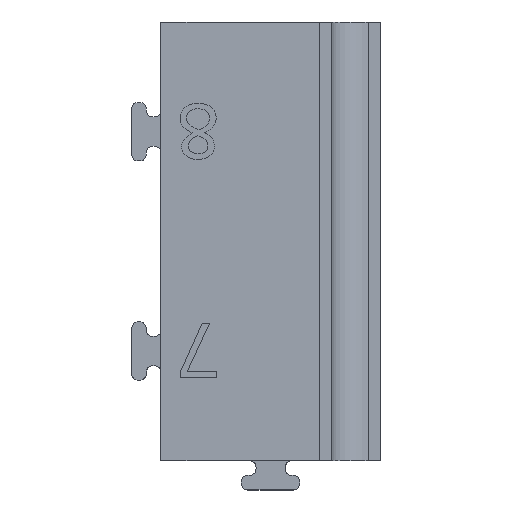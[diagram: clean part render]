
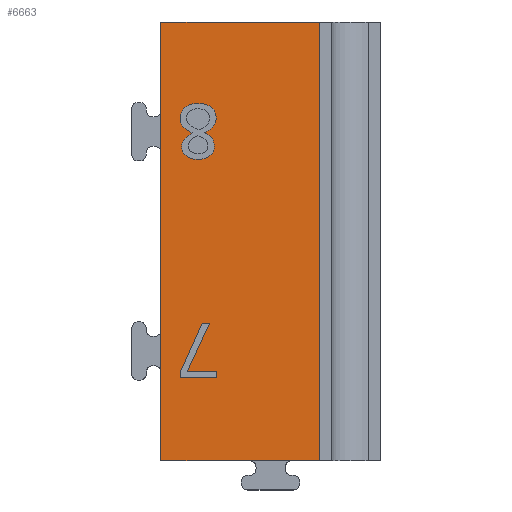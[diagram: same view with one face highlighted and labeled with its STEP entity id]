
A CAD part, top view. The second image highlights one B-rep face of the part: STEP entity #6663.
In plain terms, the highlighted planar face has unit normal (0, 0, 1).
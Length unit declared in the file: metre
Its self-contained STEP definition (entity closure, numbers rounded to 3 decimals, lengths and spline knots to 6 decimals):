
#93=PLANE('',#7026);
#284=CIRCLE('',#7027,0.00321);
#576=LINE('',#9775,#1243);
#577=LINE('',#9778,#1244);
#578=LINE('',#9780,#1245);
#579=LINE('',#9782,#1246);
#580=LINE('',#9841,#1247);
#581=LINE('',#9844,#1248);
#582=LINE('',#9846,#1249);
#583=LINE('',#9848,#1250);
#584=LINE('',#9850,#1251);
#585=LINE('',#9852,#1252);
#586=LINE('',#9854,#1253);
#1243=VECTOR('',#7611,1.);
#1244=VECTOR('',#7612,1.);
#1245=VECTOR('',#7613,1.);
#1246=VECTOR('',#7614,1.);
#1247=VECTOR('',#7617,1.);
#1248=VECTOR('',#7618,1.);
#1249=VECTOR('',#7619,1.);
#1250=VECTOR('',#7620,1.);
#1251=VECTOR('',#7621,1.);
#1252=VECTOR('',#7622,1.);
#1253=VECTOR('',#7623,1.);
#2091=ORIENTED_EDGE('',*,*,#4044,.F.);
#2092=ORIENTED_EDGE('',*,*,#4045,.T.);
#2093=ORIENTED_EDGE('',*,*,#4046,.F.);
#2094=ORIENTED_EDGE('',*,*,#4047,.T.);
#2095=ORIENTED_EDGE('',*,*,#4048,.T.);
#2096=ORIENTED_EDGE('',*,*,#4049,.T.);
#2097=ORIENTED_EDGE('',*,*,#4050,.T.);
#2098=ORIENTED_EDGE('',*,*,#4051,.T.);
#2099=ORIENTED_EDGE('',*,*,#4052,.T.);
#2100=ORIENTED_EDGE('',*,*,#4053,.T.);
#2101=ORIENTED_EDGE('',*,*,#4054,.T.);
#2102=ORIENTED_EDGE('',*,*,#4055,.T.);
#2103=ORIENTED_EDGE('',*,*,#4056,.T.);
#2104=ORIENTED_EDGE('',*,*,#4057,.T.);
#2105=ORIENTED_EDGE('',*,*,#4058,.T.);
#2106=ORIENTED_EDGE('',*,*,#4059,.T.);
#2107=ORIENTED_EDGE('',*,*,#4060,.T.);
#2108=ORIENTED_EDGE('',*,*,#4061,.T.);
#2109=ORIENTED_EDGE('',*,*,#4062,.T.);
#2110=ORIENTED_EDGE('',*,*,#4063,.T.);
#2111=ORIENTED_EDGE('',*,*,#4064,.T.);
#2112=ORIENTED_EDGE('',*,*,#4065,.T.);
#2113=ORIENTED_EDGE('',*,*,#4066,.T.);
#2114=ORIENTED_EDGE('',*,*,#4067,.T.);
#2115=ORIENTED_EDGE('',*,*,#4068,.T.);
#2116=ORIENTED_EDGE('',*,*,#4069,.T.);
#4044=EDGE_CURVE('',#5040,#5041,#576,.F.);
#4045=EDGE_CURVE('',#5040,#5042,#577,.T.);
#4046=EDGE_CURVE('',#5043,#5042,#578,.F.);
#4047=EDGE_CURVE('',#5043,#5041,#579,.T.);
#4048=EDGE_CURVE('',#5044,#5045,#5698,.T.);
#4049=EDGE_CURVE('',#5045,#5046,#5699,.T.);
#4050=EDGE_CURVE('',#5046,#5047,#5700,.T.);
#4051=EDGE_CURVE('',#5047,#5048,#284,.F.);
#4052=EDGE_CURVE('',#5048,#5049,#5701,.T.);
#4053=EDGE_CURVE('',#5049,#5050,#5702,.T.);
#4054=EDGE_CURVE('',#5050,#5051,#5703,.T.);
#4055=EDGE_CURVE('',#5051,#5052,#5704,.T.);
#4056=EDGE_CURVE('',#5052,#5053,#5705,.T.);
#4057=EDGE_CURVE('',#5053,#5054,#5706,.T.);
#4058=EDGE_CURVE('',#5054,#5055,#5707,.T.);
#4059=EDGE_CURVE('',#5055,#5056,#5708,.T.);
#4060=EDGE_CURVE('',#5056,#5057,#5709,.T.);
#4061=EDGE_CURVE('',#5057,#5058,#5710,.T.);
#4062=EDGE_CURVE('',#5058,#5044,#5711,.T.);
#4063=EDGE_CURVE('',#5059,#5060,#580,.T.);
#4064=EDGE_CURVE('',#5060,#5061,#581,.T.);
#4065=EDGE_CURVE('',#5061,#5062,#582,.T.);
#4066=EDGE_CURVE('',#5062,#5063,#583,.T.);
#4067=EDGE_CURVE('',#5063,#5064,#584,.T.);
#4068=EDGE_CURVE('',#5064,#5065,#585,.T.);
#4069=EDGE_CURVE('',#5065,#5059,#586,.T.);
#5040=VERTEX_POINT('',#9776);
#5041=VERTEX_POINT('',#9777);
#5042=VERTEX_POINT('',#9779);
#5043=VERTEX_POINT('',#9781);
#5044=VERTEX_POINT('',#9786);
#5045=VERTEX_POINT('',#9787);
#5046=VERTEX_POINT('',#9791);
#5047=VERTEX_POINT('',#9795);
#5048=VERTEX_POINT('',#9797);
#5049=VERTEX_POINT('',#9801);
#5050=VERTEX_POINT('',#9805);
#5051=VERTEX_POINT('',#9809);
#5052=VERTEX_POINT('',#9813);
#5053=VERTEX_POINT('',#9817);
#5054=VERTEX_POINT('',#9821);
#5055=VERTEX_POINT('',#9825);
#5056=VERTEX_POINT('',#9829);
#5057=VERTEX_POINT('',#9833);
#5058=VERTEX_POINT('',#9837);
#5059=VERTEX_POINT('',#9842);
#5060=VERTEX_POINT('',#9843);
#5061=VERTEX_POINT('',#9845);
#5062=VERTEX_POINT('',#9847);
#5063=VERTEX_POINT('',#9849);
#5064=VERTEX_POINT('',#9851);
#5065=VERTEX_POINT('',#9853);
#5698=B_SPLINE_CURVE_WITH_KNOTS('',2,(#9783,#9784,#9785),.UNSPECIFIED.,
 .F.,.F.,(3,3),(0.,1.),.PIECEWISE_BEZIER_KNOTS.);
#5699=B_SPLINE_CURVE_WITH_KNOTS('',2,(#9788,#9789,#9790),.UNSPECIFIED.,
 .F.,.F.,(3,3),(0.,1.),.PIECEWISE_BEZIER_KNOTS.);
#5700=B_SPLINE_CURVE_WITH_KNOTS('',2,(#9792,#9793,#9794),.UNSPECIFIED.,
 .F.,.F.,(3,3),(0.,1.),.PIECEWISE_BEZIER_KNOTS.);
#5701=B_SPLINE_CURVE_WITH_KNOTS('',2,(#9798,#9799,#9800),.UNSPECIFIED.,
 .F.,.F.,(3,3),(0.,1.),.PIECEWISE_BEZIER_KNOTS.);
#5702=B_SPLINE_CURVE_WITH_KNOTS('',2,(#9802,#9803,#9804),.UNSPECIFIED.,
 .F.,.F.,(3,3),(0.,1.),.PIECEWISE_BEZIER_KNOTS.);
#5703=B_SPLINE_CURVE_WITH_KNOTS('',2,(#9806,#9807,#9808),.UNSPECIFIED.,
 .F.,.F.,(3,3),(0.,1.),.PIECEWISE_BEZIER_KNOTS.);
#5704=B_SPLINE_CURVE_WITH_KNOTS('',2,(#9810,#9811,#9812),.UNSPECIFIED.,
 .F.,.F.,(3,3),(0.,1.),.PIECEWISE_BEZIER_KNOTS.);
#5705=B_SPLINE_CURVE_WITH_KNOTS('',2,(#9814,#9815,#9816),.UNSPECIFIED.,
 .F.,.F.,(3,3),(0.,1.),.PIECEWISE_BEZIER_KNOTS.);
#5706=B_SPLINE_CURVE_WITH_KNOTS('',2,(#9818,#9819,#9820),.UNSPECIFIED.,
 .F.,.F.,(3,3),(0.,1.),.PIECEWISE_BEZIER_KNOTS.);
#5707=B_SPLINE_CURVE_WITH_KNOTS('',2,(#9822,#9823,#9824),.UNSPECIFIED.,
 .F.,.F.,(3,3),(0.,1.),.PIECEWISE_BEZIER_KNOTS.);
#5708=B_SPLINE_CURVE_WITH_KNOTS('',2,(#9826,#9827,#9828),.UNSPECIFIED.,
 .F.,.F.,(3,3),(0.,1.),.PIECEWISE_BEZIER_KNOTS.);
#5709=B_SPLINE_CURVE_WITH_KNOTS('',2,(#9830,#9831,#9832),.UNSPECIFIED.,
 .F.,.F.,(3,3),(0.,1.),.PIECEWISE_BEZIER_KNOTS.);
#5710=B_SPLINE_CURVE_WITH_KNOTS('',2,(#9834,#9835,#9836),.UNSPECIFIED.,
 .F.,.F.,(3,3),(0.,1.),.PIECEWISE_BEZIER_KNOTS.);
#5711=B_SPLINE_CURVE_WITH_KNOTS('',2,(#9838,#9839,#9840),.UNSPECIFIED.,
 .F.,.F.,(3,3),(0.,1.),.PIECEWISE_BEZIER_KNOTS.);
#5837=EDGE_LOOP('',(#2091,#2092,#2093,#2094));
#5838=EDGE_LOOP('',(#2095,#2096,#2097,#2098,#2099,#2100,#2101,#2102,#2103,
#2104,#2105,#2106,#2107,#2108,#2109));
#5839=EDGE_LOOP('',(#2110,#2111,#2112,#2113,#2114,#2115,#2116));
#6222=FACE_BOUND('',#5837,.T.);
#6223=FACE_BOUND('',#5838,.T.);
#6224=FACE_BOUND('',#5839,.T.);
#6663=ADVANCED_FACE('',(#6222,#6223,#6224),#93,.T.);
#7026=AXIS2_PLACEMENT_3D('',#9774,#7609,#7610);
#7027=AXIS2_PLACEMENT_3D('',#9796,#7615,#7616);
#7609=DIRECTION('',(0.,0.,1.));
#7610=DIRECTION('',(-1.,0.,0.));
#7611=DIRECTION('',(1.,0.,0.));
#7612=DIRECTION('',(0.,1.,0.));
#7613=DIRECTION('',(-1.,0.,0.));
#7614=DIRECTION('',(0.,-1.,0.));
#7615=DIRECTION('',(0.,0.,1.));
#7616=DIRECTION('',(1.,0.,0.));
#7617=DIRECTION('',(1.,0.,0.));
#7618=DIRECTION('',(-0.42,-0.908,0.));
#7619=DIRECTION('',(1.,0.,0.));
#7620=DIRECTION('',(0.,-1.,0.));
#7621=DIRECTION('',(-1.,0.,0.));
#7622=DIRECTION('',(0.,1.,0.));
#7623=DIRECTION('',(0.41,0.912,0.));
#9774=CARTESIAN_POINT('',(1.676,1.496,0.38));
#9775=CARTESIAN_POINT('',(1.397889,1.410025,0.38));
#9776=CARTESIAN_POINT('',(1.633333,1.410025,0.38));
#9777=CARTESIAN_POINT('',(1.59,1.410025,0.38));
#9778=CARTESIAN_POINT('',(1.633333,-8.994238,0.38));
#9779=CARTESIAN_POINT('',(1.633333,1.529975,0.38));
#9780=CARTESIAN_POINT('',(1.662111,1.529975,0.38));
#9781=CARTESIAN_POINT('',(1.59,1.529975,0.38));
#9782=CARTESIAN_POINT('',(1.59,1.457889,0.38));
#9783=CARTESIAN_POINT('',(1.603403,1.493376,0.38));
#9784=CARTESIAN_POINT('',(1.602188,1.492415,0.38));
#9785=CARTESIAN_POINT('',(1.600173,1.492415,0.38));
#9786=CARTESIAN_POINT('',(1.603403,1.493376,0.38));
#9787=CARTESIAN_POINT('',(1.600173,1.492415,0.38));
#9788=CARTESIAN_POINT('',(1.600173,1.492415,0.38));
#9789=CARTESIAN_POINT('',(1.598138,1.492415,0.38));
#9790=CARTESIAN_POINT('',(1.596927,1.493361,0.38));
#9791=CARTESIAN_POINT('',(1.596927,1.493361,0.38));
#9792=CARTESIAN_POINT('',(1.596927,1.493361,0.38));
#9793=CARTESIAN_POINT('',(1.595716,1.494307,0.38));
#9794=CARTESIAN_POINT('',(1.595716,1.495973,0.38));
#9795=CARTESIAN_POINT('',(1.595716,1.495973,0.38));
#9796=CARTESIAN_POINT('',(1.598927,1.496007,0.38));
#9797=CARTESIAN_POINT('',(1.596393,1.497979,0.38));
#9798=CARTESIAN_POINT('',(1.596393,1.497979,0.38));
#9799=CARTESIAN_POINT('',(1.59707,1.498864,0.38));
#9800=CARTESIAN_POINT('',(1.598555,1.499626,0.38));
#9801=CARTESIAN_POINT('',(1.598555,1.499626,0.38));
#9802=CARTESIAN_POINT('',(1.598555,1.499626,0.38));
#9803=CARTESIAN_POINT('',(1.596755,1.500501,0.38));
#9804=CARTESIAN_POINT('',(1.595996,1.501452,0.38));
#9805=CARTESIAN_POINT('',(1.595996,1.501452,0.38));
#9806=CARTESIAN_POINT('',(1.595996,1.501452,0.38));
#9807=CARTESIAN_POINT('',(1.595238,1.502402,0.38));
#9808=CARTESIAN_POINT('',(1.595238,1.503646,0.38));
#9809=CARTESIAN_POINT('',(1.595238,1.503646,0.38));
#9810=CARTESIAN_POINT('',(1.595238,1.503646,0.38));
#9811=CARTESIAN_POINT('',(1.595238,1.505495,0.38));
#9812=CARTESIAN_POINT('',(1.596551,1.5066,0.38));
#9813=CARTESIAN_POINT('',(1.596551,1.5066,0.38));
#9814=CARTESIAN_POINT('',(1.596551,1.5066,0.38));
#9815=CARTESIAN_POINT('',(1.597865,1.507705,0.38));
#9816=CARTESIAN_POINT('',(1.600111,1.507705,0.38));
#9817=CARTESIAN_POINT('',(1.600111,1.507705,0.38));
#9818=CARTESIAN_POINT('',(1.600111,1.507705,0.38));
#9819=CARTESIAN_POINT('',(1.60249,1.507705,0.38));
#9820=CARTESIAN_POINT('',(1.603792,1.506667,0.38));
#9821=CARTESIAN_POINT('',(1.603792,1.506667,0.38));
#9822=CARTESIAN_POINT('',(1.603792,1.506667,0.38));
#9823=CARTESIAN_POINT('',(1.605094,1.505628,0.38));
#9824=CARTESIAN_POINT('',(1.605094,1.503704,0.38));
#9825=CARTESIAN_POINT('',(1.605094,1.503704,0.38));
#9826=CARTESIAN_POINT('',(1.605094,1.503704,0.38));
#9827=CARTESIAN_POINT('',(1.605094,1.501162,0.38));
#9828=CARTESIAN_POINT('',(1.602015,1.499727,0.38));
#9829=CARTESIAN_POINT('',(1.602015,1.499727,0.38));
#9830=CARTESIAN_POINT('',(1.602015,1.499727,0.38));
#9831=CARTESIAN_POINT('',(1.603398,1.498936,0.38));
#9832=CARTESIAN_POINT('',(1.604009,1.498019,0.38));
#9833=CARTESIAN_POINT('',(1.604009,1.498019,0.38));
#9834=CARTESIAN_POINT('',(1.604009,1.498019,0.38));
#9835=CARTESIAN_POINT('',(1.604619,1.497103,0.38));
#9836=CARTESIAN_POINT('',(1.604619,1.495954,0.38));
#9837=CARTESIAN_POINT('',(1.604619,1.495954,0.38));
#9838=CARTESIAN_POINT('',(1.604619,1.495954,0.38));
#9839=CARTESIAN_POINT('',(1.604619,1.494336,0.38));
#9840=CARTESIAN_POINT('',(1.603403,1.493376,0.38));
#9841=CARTESIAN_POINT('',(1.602277,1.4475,0.38));
#9842=CARTESIAN_POINT('',(1.60127,1.4475,0.38));
#9843=CARTESIAN_POINT('',(1.603285,1.4475,0.38));
#9844=CARTESIAN_POINT('',(1.600233,1.440898,0.38));
#9845=CARTESIAN_POINT('',(1.597181,1.434297,0.38));
#9846=CARTESIAN_POINT('',(1.601195,1.434297,0.38));
#9847=CARTESIAN_POINT('',(1.605208,1.434297,0.38));
#9848=CARTESIAN_POINT('',(1.605208,1.433462,0.38));
#9849=CARTESIAN_POINT('',(1.605208,1.432627,0.38));
#9850=CARTESIAN_POINT('',(1.600218,1.432627,0.38));
#9851=CARTESIAN_POINT('',(1.595228,1.432627,0.38));
#9852=CARTESIAN_POINT('',(1.595228,1.433335,0.38));
#9853=CARTESIAN_POINT('',(1.595228,1.434043,0.38));
#9854=CARTESIAN_POINT('',(1.598249,1.440771,0.38));
